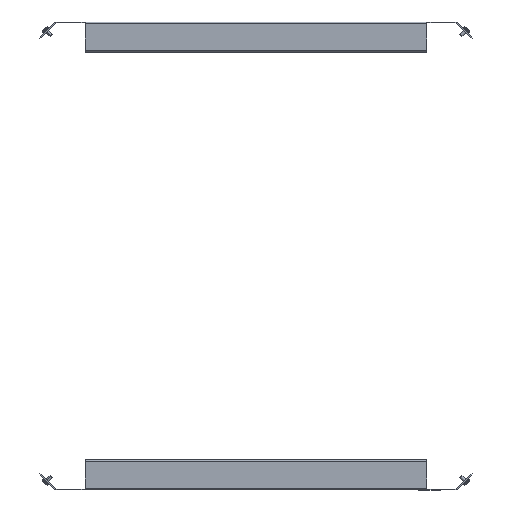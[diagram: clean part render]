
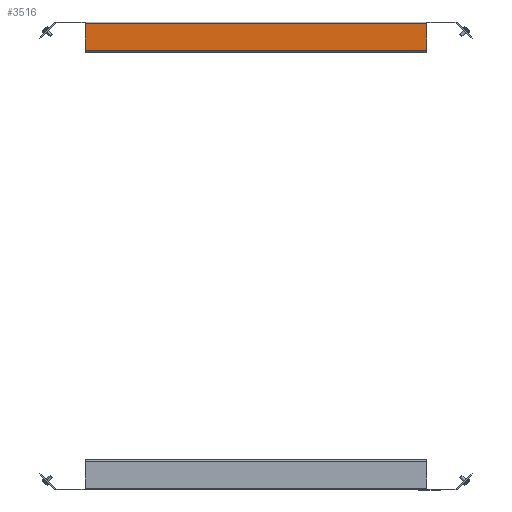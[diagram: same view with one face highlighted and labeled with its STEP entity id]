
A CAD part, top view. The second image highlights one B-rep face of the part: STEP entity #3516.
In plain terms, the highlighted face is planar.
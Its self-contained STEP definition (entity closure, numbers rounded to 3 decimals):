
#60 = VERTEX_POINT ( 'NONE', #405 ) ;
#205 = ORIENTED_EDGE ( 'NONE', *, *, #3623, .F. ) ;
#245 = ORIENTED_EDGE ( 'NONE', *, *, #3103, .F. ) ;
#405 = CARTESIAN_POINT ( 'NONE',  ( -217., -2., -49.5 ) ) ;
#626 = AXIS2_PLACEMENT_3D ( 'NONE', #2178, #2970, #3906 ) ;
#785 = LINE ( 'NONE', #3029, #3050 ) ;
#923 = CARTESIAN_POINT ( 'NONE',  ( -217., -36., -49.5 ) ) ;
#1086 = CARTESIAN_POINT ( 'NONE',  ( -217., -36., -49.5 ) ) ;
#1237 = LINE ( 'NONE', #5221, #1543 ) ;
#1413 = VERTEX_POINT ( 'NONE', #1086 ) ;
#1543 = VECTOR ( 'NONE', #5563, 1000. ) ;
#1550 = VECTOR ( 'NONE', #4965, 1000. ) ;
#1691 = DIRECTION ( 'NONE',  ( 0., 1., 0. ) ) ;
#1846 = EDGE_LOOP ( 'NONE', ( #4152, #3879, #205, #245 ) ) ;
#2178 = CARTESIAN_POINT ( 'NONE',  ( 0., 0., -49.5 ) ) ;
#2970 = DIRECTION ( 'NONE',  ( 0., 0., -1. ) ) ;
#3029 = CARTESIAN_POINT ( 'NONE',  ( 217., -36., -49.5 ) ) ;
#3050 = VECTOR ( 'NONE', #1691, 1000. ) ;
#3103 = EDGE_CURVE ( 'NONE', #1413, #3347, #1237, .T. ) ;
#3189 = LINE ( 'NONE', #923, #1550 ) ;
#3241 = DIRECTION ( 'NONE',  ( 1., 0., 0. ) ) ;
#3264 = CARTESIAN_POINT ( 'NONE',  ( 217., -36., -49.5 ) ) ;
#3347 = VERTEX_POINT ( 'NONE', #3264 ) ;
#3516 = ADVANCED_FACE ( 'NONE', ( #4809 ), #3857, .T. ) ;
#3623 = EDGE_CURVE ( 'NONE', #3347, #5504, #785, .T. ) ;
#3857 = PLANE ( 'NONE',  #626 ) ;
#3879 = ORIENTED_EDGE ( 'NONE', *, *, #4765, .T. ) ;
#3906 = DIRECTION ( 'NONE',  ( 0., 1., 0. ) ) ;
#4072 = CARTESIAN_POINT ( 'NONE',  ( 0., -2., -49.5 ) ) ;
#4152 = ORIENTED_EDGE ( 'NONE', *, *, #4206, .F. ) ;
#4206 = EDGE_CURVE ( 'NONE', #60, #1413, #3189, .T. ) ;
#4765 = EDGE_CURVE ( 'NONE', #60, #5504, #5064, .T. ) ;
#4809 = FACE_OUTER_BOUND ( 'NONE', #1846, .T. ) ;
#4965 = DIRECTION ( 'NONE',  ( 0., -1., 0. ) ) ;
#5064 = LINE ( 'NONE', #4072, #5496 ) ;
#5221 = CARTESIAN_POINT ( 'NONE',  ( 217., -36., -49.5 ) ) ;
#5496 = VECTOR ( 'NONE', #3241, 1000. ) ;
#5504 = VERTEX_POINT ( 'NONE', #5692 ) ;
#5563 = DIRECTION ( 'NONE',  ( 1., 0., 0. ) ) ;
#5692 = CARTESIAN_POINT ( 'NONE',  ( 217., -2., -49.5 ) ) ;
